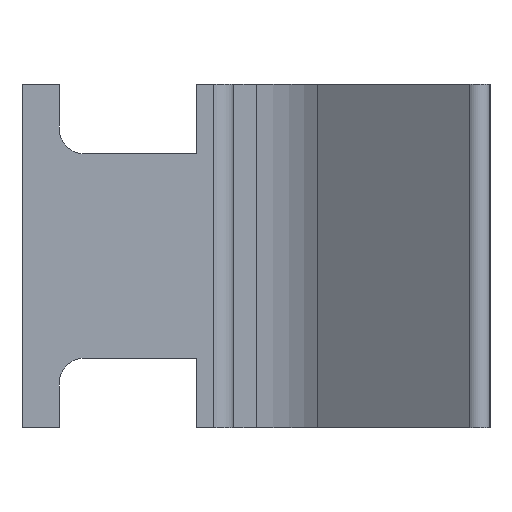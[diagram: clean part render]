
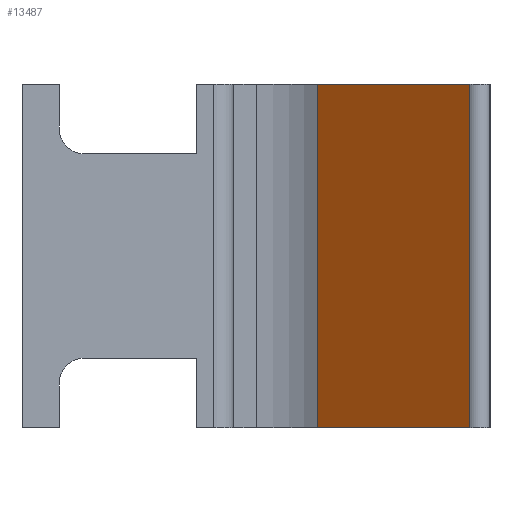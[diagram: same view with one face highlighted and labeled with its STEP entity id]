
A CAD part, left-side view. The second image highlights one B-rep face of the part: STEP entity #13487.
In plain terms, the highlighted planar face has unit normal (-0.788, 0.616, 0).
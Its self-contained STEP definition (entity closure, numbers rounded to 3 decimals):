
#14=DIRECTION('',(-0.616,-0.788,0.));
#15=VECTOR('',#14,7.75);
#16=CARTESIAN_POINT('',(-17.623,-1.085,-6.9));
#17=LINE('',#16,#15);
#374=DIRECTION('',(-0.616,-0.788,0.));
#375=VECTOR('',#374,7.75);
#376=CARTESIAN_POINT('',(-17.623,-1.085,6.9));
#377=LINE('',#376,#375);
#4815=DIRECTION('',(0.,0.,1.));
#4816=VECTOR('',#4815,13.8);
#4817=CARTESIAN_POINT('',(-22.394,-7.192,-6.9));
#4818=LINE('',#4817,#4816);
#4819=DIRECTION('',(0.,0.,1.));
#4820=VECTOR('',#4819,13.8);
#4821=CARTESIAN_POINT('',(-17.623,-1.085,-6.9));
#4822=LINE('',#4821,#4820);
#5563=CARTESIAN_POINT('',(-22.394,-7.192,-6.9));
#5565=VERTEX_POINT('',#5563);
#5575=CARTESIAN_POINT('',(-22.394,-7.192,6.9));
#5577=VERTEX_POINT('',#5575);
#5587=CARTESIAN_POINT('',(-17.623,-1.085,-6.9));
#5588=CARTESIAN_POINT('',(-17.623,-1.085,6.9));
#5589=VERTEX_POINT('',#5587);
#5590=VERTEX_POINT('',#5588);
#13475=CARTESIAN_POINT('',(-16.775,0.,-6.9));
#13476=DIRECTION('',(-0.788,0.616,0.));
#13477=DIRECTION('',(-0.616,-0.788,0.));
#13478=AXIS2_PLACEMENT_3D('',#13475,#13476,#13477);
#13479=PLANE('',#13478);
#13481=ORIENTED_EDGE('',*,*,#13480,.T.);
#13482=ORIENTED_EDGE('',*,*,#7073,.T.);
#13483=ORIENTED_EDGE('',*,*,#13468,.F.);
#13484=ORIENTED_EDGE('',*,*,#6724,.F.);
#13485=EDGE_LOOP('',(#13481,#13482,#13483,#13484));
#13486=FACE_OUTER_BOUND('',#13485,.F.);
#13487=ADVANCED_FACE('',(#13486),#13479,.T.);
#6724=EDGE_CURVE('',#5589,#5565,#17,.T.);
#7073=EDGE_CURVE('',#5590,#5577,#377,.T.);
#13468=EDGE_CURVE('',#5565,#5577,#4818,.T.);
#13480=EDGE_CURVE('',#5589,#5590,#4822,.T.);
